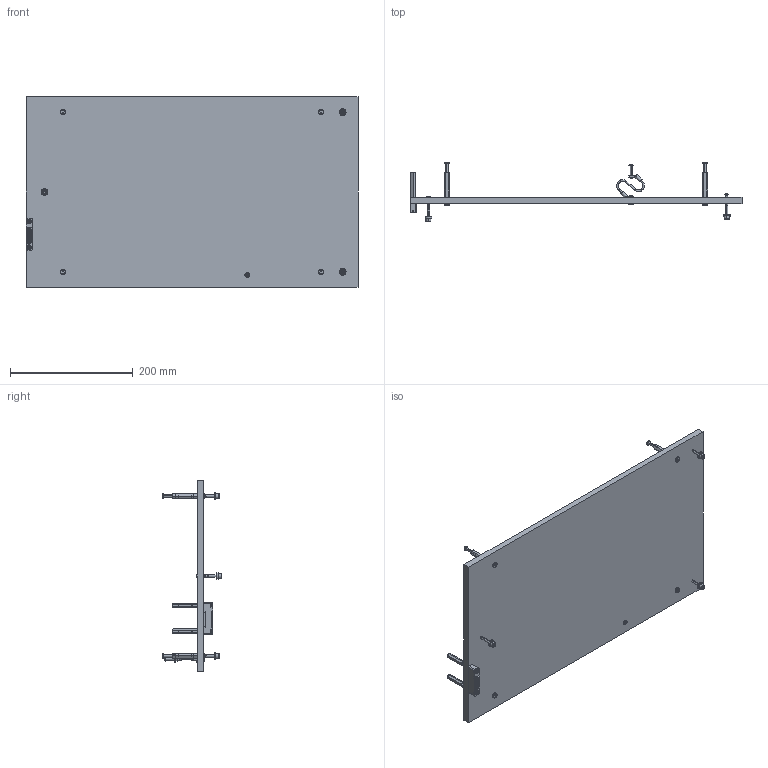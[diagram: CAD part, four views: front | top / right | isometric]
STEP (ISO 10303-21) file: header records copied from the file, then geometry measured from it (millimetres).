
FILE_DESCRIPTION (( 'STEP AP214' ), '1' );
FILE_NAME ('45704-KIT~1.STEP', '2019-10-29T09:47:57', ( '' ), ( '' ), 'SwSTEP 2.0', 'SolidWorks 2018', '' );
FILE_SCHEMA (( 'AUTOMOTIVE_DESIGN' ));
Length unit declared in the file: millimetre
Products named in the file (1): 45704-KIT~1
Bounding box: 540 x 97 x 310 mm (x, y, z)
Volume: 1697962.9 mm3; surface area: 377085.4 mm2
Topology: 56 solids, 56 shells, 1328 faces, 3075 edges, 1969 vertices
Faces by surface type: cylinder 521, plane 517, cone 240, torus 40, sphere 6, bspline 4
Entity records: 53348 total; most frequent: CARTESIAN_POINT 7073, DIRECTION 6905, ORIENTED_EDGE 6086, EDGE_CURVE 3043, AXIS2_PLACEMENT_3D 2749, VERTEX_POINT 1969, EDGE_LOOP 1528, CIRCLE 1424
